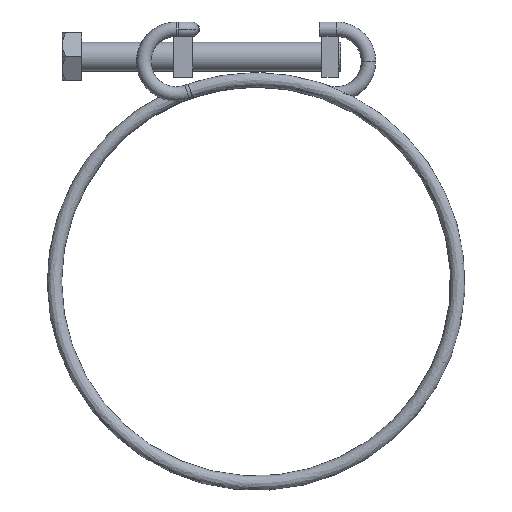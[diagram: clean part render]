
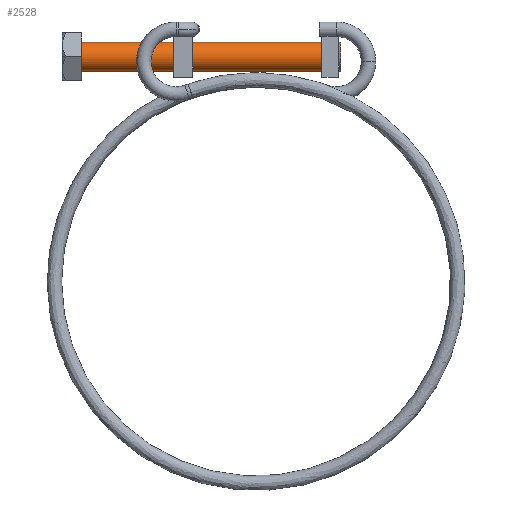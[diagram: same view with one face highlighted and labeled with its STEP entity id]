
A CAD part, top view. The second image highlights one B-rep face of the part: STEP entity #2528.
In plain terms, the highlighted cylindrical face has radius 3 mm (diameter 6 mm), a partial arc.
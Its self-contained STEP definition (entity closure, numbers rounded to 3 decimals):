
#482 = DIRECTION ( 'NONE',  ( -1., 0., 0. ) ) ;
#572 = CARTESIAN_POINT ( 'NONE',  ( 17.672, 46.8, 0. ) ) ;
#1255 = EDGE_CURVE ( 'NONE', #2056, #3630, #7839, .T. ) ;
#1304 = DIRECTION ( 'NONE',  ( 0., 1., 0. ) ) ;
#1826 = EDGE_CURVE ( 'NONE', #2699, #5896, #7253, .T. ) ;
#1840 = DIRECTION ( 'NONE',  ( -1., 0., 0. ) ) ;
#1939 = LINE ( 'NONE', #5471, #6143 ) ;
#2056 = VERTEX_POINT ( 'NONE', #8245 ) ;
#2528 = ADVANCED_FACE ( 'NONE', ( #6825 ), #8131, .T. ) ;
#2699 = VERTEX_POINT ( 'NONE', #5380 ) ;
#3346 = CARTESIAN_POINT ( 'NONE',  ( -36.328, 43.8, 0. ) ) ;
#3482 = DIRECTION ( 'NONE',  ( 1., 0., 0. ) ) ;
#3516 = EDGE_LOOP ( 'NONE', ( #5267, #5258, #4652, #7976 ) ) ;
#3630 = VERTEX_POINT ( 'NONE', #5249 ) ;
#3868 = AXIS2_PLACEMENT_3D ( 'NONE', #6172, #7694, #1304 ) ;
#3948 = EDGE_CURVE ( 'NONE', #2056, #2699, #4127, .T. ) ;
#4000 = DIRECTION ( 'NONE',  ( -1., 0., 0. ) ) ;
#4127 = LINE ( 'NONE', #6934, #5539 ) ;
#4382 = AXIS2_PLACEMENT_3D ( 'NONE', #572, #1840, #6733 ) ;
#4652 = ORIENTED_EDGE ( 'NONE', *, *, #1826, .T. ) ;
#4871 = DIRECTION ( 'NONE',  ( 0., 1., 0. ) ) ;
#5249 = CARTESIAN_POINT ( 'NONE',  ( 17.672, 43.8, 0. ) ) ;
#5258 = ORIENTED_EDGE ( 'NONE', *, *, #3948, .T. ) ;
#5267 = ORIENTED_EDGE ( 'NONE', *, *, #1255, .F. ) ;
#5380 = CARTESIAN_POINT ( 'NONE',  ( -36.328, 49.8, 0. ) ) ;
#5471 = CARTESIAN_POINT ( 'NONE',  ( 17.672, 43.8, 0. ) ) ;
#5539 = VECTOR ( 'NONE', #482, 1000. ) ;
#5740 = EDGE_CURVE ( 'NONE', #3630, #5896, #1939, .T. ) ;
#5896 = VERTEX_POINT ( 'NONE', #3346 ) ;
#6091 = CARTESIAN_POINT ( 'NONE',  ( -36.328, 46.8, 0. ) ) ;
#6143 = VECTOR ( 'NONE', #4000, 1000. ) ;
#6172 = CARTESIAN_POINT ( 'NONE',  ( 17.672, 46.8, 0. ) ) ;
#6733 = DIRECTION ( 'NONE',  ( 0., -1., 0. ) ) ;
#6792 = AXIS2_PLACEMENT_3D ( 'NONE', #6091, #3482, #4871 ) ;
#6825 = FACE_OUTER_BOUND ( 'NONE', #3516, .T. ) ;
#6934 = CARTESIAN_POINT ( 'NONE',  ( 17.672, 49.8, 0. ) ) ;
#7253 = CIRCLE ( 'NONE', #6792, 3. ) ;
#7694 = DIRECTION ( 'NONE',  ( 1., 0., 0. ) ) ;
#7839 = CIRCLE ( 'NONE', #3868, 3. ) ;
#7976 = ORIENTED_EDGE ( 'NONE', *, *, #5740, .F. ) ;
#8131 = CYLINDRICAL_SURFACE ( 'NONE', #4382, 3. ) ;
#8245 = CARTESIAN_POINT ( 'NONE',  ( 17.672, 49.8, 0. ) ) ;
